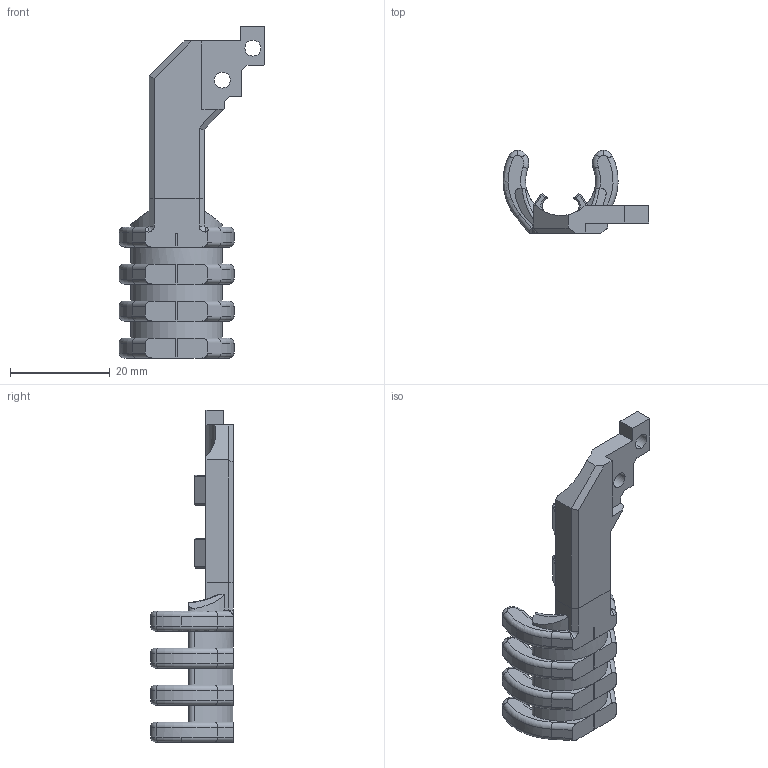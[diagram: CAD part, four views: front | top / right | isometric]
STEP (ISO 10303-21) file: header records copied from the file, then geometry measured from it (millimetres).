
FILE_DESCRIPTION (( 'STEP AP203' ), '1' );
FILE_NAME ('Cable-Holder-V4.STEP', '2022-04-21T14:32:47', ( 'Cyborg' ), ( '' ), 'SwSTEP 2.0', 'SolidWorks 2019', '' );
FILE_SCHEMA (( 'CONFIG_CONTROL_DESIGN' ));
Length unit declared in the file: millimetre
Products named in the file (1): Cable-Holder-V4
Bounding box: 29.17 x 16.6 x 66.42 mm (x, y, z)
Volume: 5684.7 mm3; surface area: 4723.9 mm2
Topology: 3 solids, 3 shells, 339 faces, 883 edges, 550 vertices
Faces by surface type: plane 143, cylinder 95, torus 81, cone 18, bspline 2
Entity records: 10865 total; most frequent: CARTESIAN_POINT 2422, DIRECTION 1823, ORIENTED_EDGE 1766, EDGE_CURVE 883, AXIS2_PLACEMENT_3D 703, VERTEX_POINT 550, LINE 417, VECTOR 417
